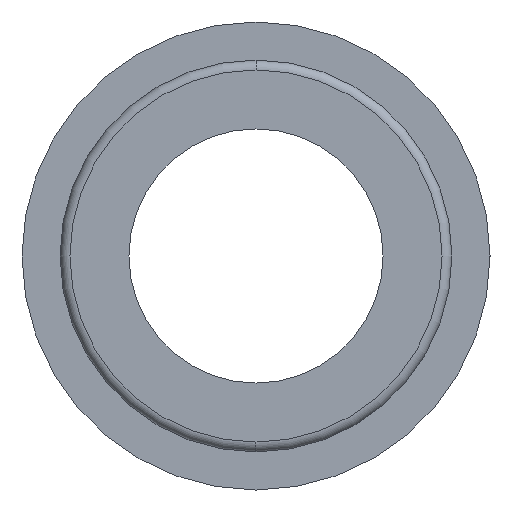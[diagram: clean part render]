
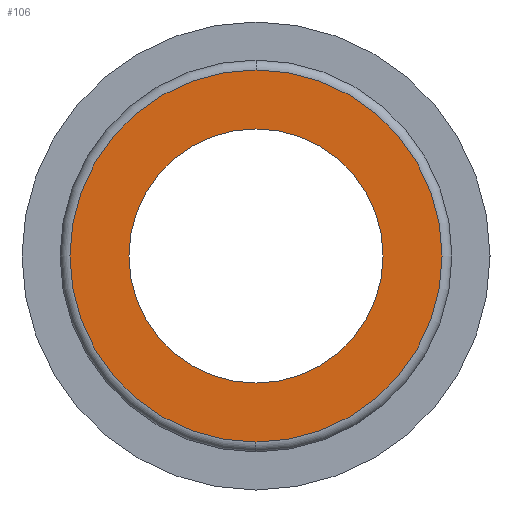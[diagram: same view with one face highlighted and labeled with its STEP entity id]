
A CAD part, left-side view. The second image highlights one B-rep face of the part: STEP entity #106.
In plain terms, the highlighted planar face has unit normal (-1, 0, 0).
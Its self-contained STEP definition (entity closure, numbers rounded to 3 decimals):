
#106=ADVANCED_FACE('',(#244,#245),#246,.T.);
#244=FACE_BOUND('',#394,.T.);
#245=FACE_OUTER_BOUND('',#395,.T.);
#246=PLANE('',#396);
#394=EDGE_LOOP('',(#900,#901));
#395=EDGE_LOOP('',(#902,#903,#904));
#396=AXIS2_PLACEMENT_3D('',#905,#906,#907);
#900=ORIENTED_EDGE('',*,*,#1039,.T.);
#901=ORIENTED_EDGE('',*,*,#1145,.T.);
#902=ORIENTED_EDGE('',*,*,#1152,.T.);
#903=ORIENTED_EDGE('',*,*,#1022,.T.);
#904=ORIENTED_EDGE('',*,*,#1153,.T.);
#905=CARTESIAN_POINT('',(-27.95,-4.394,0.0));
#906=DIRECTION('',(-1.0,0.,0.0));
#907=DIRECTION('',(0.,-1.0,0.0));
#1022=EDGE_CURVE('',#1227,#1233,#1235,.T.);
#1039=EDGE_CURVE('',#1267,#1264,#1268,.T.);
#1145=EDGE_CURVE('',#1264,#1267,#1440,.T.);
#1152=EDGE_CURVE('',#1447,#1227,#1448,.T.);
#1153=EDGE_CURVE('',#1233,#1447,#1449,.T.);
#1227=VERTEX_POINT('',#1531);
#1233=VERTEX_POINT('',#1537);
#1235=CIRCLE('',#1539,8.788);
#1264=VERTEX_POINT('',#1576);
#1267=VERTEX_POINT('',#1580);
#1268=CIRCLE('',#1581,6.0);
#1440=CIRCLE('',#1955,6.0);
#1447=VERTEX_POINT('',#1962);
#1448=CIRCLE('',#1963,8.788);
#1449=CIRCLE('',#1964,8.788);
#1531=CARTESIAN_POINT('',(-27.95,0.,8.788));
#1537=CARTESIAN_POINT('',(-27.95,0.,-8.788));
#1539=AXIS2_PLACEMENT_3D('',#2073,#2074,#2075);
#1576=CARTESIAN_POINT('',(-27.95,-6.0,0.));
#1580=CARTESIAN_POINT('',(-27.95,6.0,0.));
#1581=AXIS2_PLACEMENT_3D('',#2106,#2107,#2108);
#1955=AXIS2_PLACEMENT_3D('',#2300,#2301,#2302);
#1962=CARTESIAN_POINT('',(-27.95,-8.788,0.0));
#1963=AXIS2_PLACEMENT_3D('',#2321,#2322,#2323);
#1964=AXIS2_PLACEMENT_3D('',#2324,#2325,#2326);
#2073=CARTESIAN_POINT('',(-27.95,0.,0.0));
#2074=DIRECTION('',(-1.0,0.,0.0));
#2075=DIRECTION('',(0.,-1.0,0.0));
#2106=CARTESIAN_POINT('',(-27.95,0.,0.0));
#2107=DIRECTION('',(1.0,0.,0.0));
#2108=DIRECTION('',(0.,-1.0,0.0));
#2300=CARTESIAN_POINT('',(-27.95,0.,0.0));
#2301=DIRECTION('',(1.0,0.,0.0));
#2302=DIRECTION('',(0.,-1.0,0.0));
#2321=CARTESIAN_POINT('',(-27.95,0.,0.0));
#2322=DIRECTION('',(-1.0,0.,0.0));
#2323=DIRECTION('',(0.,-1.0,0.0));
#2324=CARTESIAN_POINT('',(-27.95,0.,0.0));
#2325=DIRECTION('',(-1.0,0.,0.0));
#2326=DIRECTION('',(0.,-1.0,0.0));
